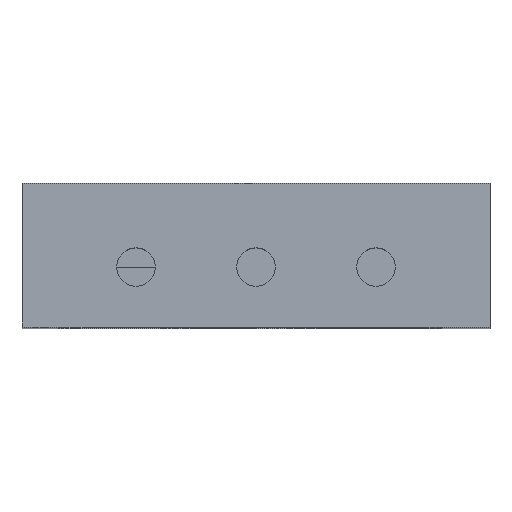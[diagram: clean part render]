
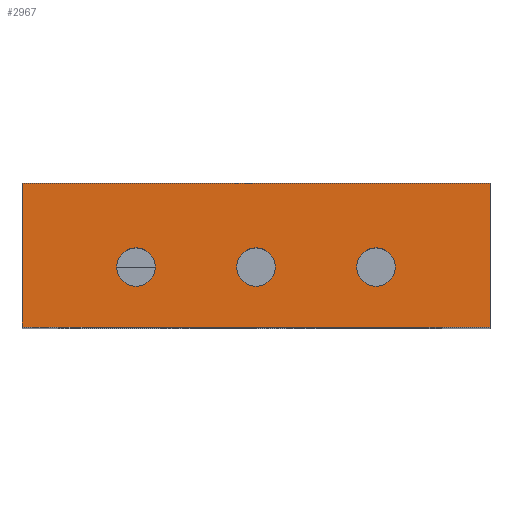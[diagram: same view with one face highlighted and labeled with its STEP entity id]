
A CAD part, top view. The second image highlights one B-rep face of the part: STEP entity #2967.
In plain terms, the highlighted planar face has unit normal (0, 0, 1).
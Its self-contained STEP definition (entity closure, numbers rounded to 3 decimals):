
#42 = EDGE_CURVE ( 'NONE', #3309, #1737, #4276, .T. ) ;
#91 = EDGE_CURVE ( 'NONE', #1839, #1185, #4330, .T. ) ;
#93 = CARTESIAN_POINT ( 'NONE',  ( 39., 20., 92.5 ) ) ;
#126 = EDGE_CURVE ( 'NONE', #2307, #3339, #2270, .T. ) ;
#233 = DIRECTION ( 'NONE',  ( 1., 0., 0. ) ) ;
#335 = VECTOR ( 'NONE', #3580, 1000. ) ;
#354 = AXIS2_PLACEMENT_3D ( 'NONE', #3601, #1011, #3625 ) ;
#360 = AXIS2_PLACEMENT_3D ( 'NONE', #1707, #3435, #2112 ) ;
#453 = ORIENTED_EDGE ( 'NONE', *, *, #4011, .F. ) ;
#489 = DIRECTION ( 'NONE',  ( 1., 0., 0. ) ) ;
#555 = CIRCLE ( 'NONE', #354, 3.2 ) ;
#591 = CARTESIAN_POINT ( 'NONE',  ( 20., 13.2, 92.5 ) ) ;
#623 = AXIS2_PLACEMENT_3D ( 'NONE', #3057, #3390, #731 ) ;
#632 = CARTESIAN_POINT ( 'NONE',  ( -39., 20., 92.5 ) ) ;
#731 = DIRECTION ( 'NONE',  ( 1., 0., 0. ) ) ;
#797 = PLANE ( 'NONE',  #360 ) ;
#836 = DIRECTION ( 'NONE',  ( 1., 0., 0. ) ) ;
#838 = CIRCLE ( 'NONE', #2576, 3.2 ) ;
#913 = ORIENTED_EDGE ( 'NONE', *, *, #42, .T. ) ;
#942 = CARTESIAN_POINT ( 'NONE',  ( 0., 13.2, 92.5 ) ) ;
#972 = CIRCLE ( 'NONE', #623, 3.2 ) ;
#1011 = DIRECTION ( 'NONE',  ( 0., 0., 1. ) ) ;
#1079 = CARTESIAN_POINT ( 'NONE',  ( 20., 10., 92.5 ) ) ;
#1090 = CARTESIAN_POINT ( 'NONE',  ( -20., 6.8, 92.5 ) ) ;
#1100 = CARTESIAN_POINT ( 'NONE',  ( 20., 6.8, 92.5 ) ) ;
#1129 = ORIENTED_EDGE ( 'NONE', *, *, #4225, .F. ) ;
#1170 = VECTOR ( 'NONE', #233, 1000. ) ;
#1185 = VERTEX_POINT ( 'NONE', #591 ) ;
#1263 = ORIENTED_EDGE ( 'NONE', *, *, #2218, .F. ) ;
#1338 = VECTOR ( 'NONE', #4023, 1000. ) ;
#1366 = ORIENTED_EDGE ( 'NONE', *, *, #1702, .T. ) ;
#1372 = CARTESIAN_POINT ( 'NONE',  ( 0., 10., 92.5 ) ) ;
#1486 = CARTESIAN_POINT ( 'NONE',  ( 39., 0., 92.5 ) ) ;
#1488 = VERTEX_POINT ( 'NONE', #3819 ) ;
#1558 = ORIENTED_EDGE ( 'NONE', *, *, #4249, .F. ) ;
#1581 = EDGE_LOOP ( 'NONE', ( #913, #1366, #1129, #453 ) ) ;
#1702 = EDGE_CURVE ( 'NONE', #1737, #3498, #2055, .T. ) ;
#1707 = CARTESIAN_POINT ( 'NONE',  ( -39., 20., 92.5 ) ) ;
#1716 = DIRECTION ( 'NONE',  ( 0., 0., 1. ) ) ;
#1734 = CARTESIAN_POINT ( 'NONE',  ( -39., 0., 92.5 ) ) ;
#1737 = VERTEX_POINT ( 'NONE', #2327 ) ;
#1771 = FACE_BOUND ( 'NONE', #2742, .T. ) ;
#1791 = FACE_BOUND ( 'NONE', #3040, .T. ) ;
#1839 = VERTEX_POINT ( 'NONE', #1100 ) ;
#1872 = DIRECTION ( 'NONE',  ( 0., 0., 1. ) ) ;
#2042 = DIRECTION ( 'NONE',  ( 1., 0., 0. ) ) ;
#2055 = LINE ( 'NONE', #1734, #1338 ) ;
#2072 = DIRECTION ( 'NONE',  ( 0., -1., 0. ) ) ;
#2112 = DIRECTION ( 'NONE',  ( 1., 0., 0. ) ) ;
#2124 = EDGE_CURVE ( 'NONE', #3339, #2307, #972, .T. ) ;
#2218 = EDGE_CURVE ( 'NONE', #2599, #1488, #838, .T. ) ;
#2270 = CIRCLE ( 'NONE', #3892, 3.2 ) ;
#2307 = VERTEX_POINT ( 'NONE', #942 ) ;
#2327 = CARTESIAN_POINT ( 'NONE',  ( -39., 0., 92.5 ) ) ;
#2372 = DIRECTION ( 'NONE',  ( 1., 0., 0. ) ) ;
#2376 = EDGE_CURVE ( 'NONE', #1488, #2599, #555, .T. ) ;
#2490 = CARTESIAN_POINT ( 'NONE',  ( -20., 10., 92.5 ) ) ;
#2538 = CARTESIAN_POINT ( 'NONE',  ( 39., 24., 92.5 ) ) ;
#2576 = AXIS2_PLACEMENT_3D ( 'NONE', #2490, #1872, #836 ) ;
#2599 = VERTEX_POINT ( 'NONE', #1090 ) ;
#2638 = CARTESIAN_POINT ( 'NONE',  ( 20., 10., 92.5 ) ) ;
#2742 = EDGE_LOOP ( 'NONE', ( #2960, #1263 ) ) ;
#2821 = CIRCLE ( 'NONE', #2824, 3.2 ) ;
#2824 = AXIS2_PLACEMENT_3D ( 'NONE', #1079, #3745, #489 ) ;
#2960 = ORIENTED_EDGE ( 'NONE', *, *, #2376, .F. ) ;
#2967 = ADVANCED_FACE ( 'NONE', ( #4100, #3043, #1791, #1771 ), #797, .T. ) ;
#2980 = AXIS2_PLACEMENT_3D ( 'NONE', #2638, #1716, #2042 ) ;
#3007 = ORIENTED_EDGE ( 'NONE', *, *, #91, .F. ) ;
#3040 = EDGE_LOOP ( 'NONE', ( #3883, #3827 ) ) ;
#3043 = FACE_BOUND ( 'NONE', #3689, .T. ) ;
#3057 = CARTESIAN_POINT ( 'NONE',  ( 0., 10., 92.5 ) ) ;
#3066 = LINE ( 'NONE', #93, #3317 ) ;
#3117 = VERTEX_POINT ( 'NONE', #2538 ) ;
#3309 = VERTEX_POINT ( 'NONE', #3328 ) ;
#3317 = VECTOR ( 'NONE', #2072, 1000. ) ;
#3328 = CARTESIAN_POINT ( 'NONE',  ( -39., 24., 92.5 ) ) ;
#3339 = VERTEX_POINT ( 'NONE', #3678 ) ;
#3390 = DIRECTION ( 'NONE',  ( 0., 0., 1. ) ) ;
#3435 = DIRECTION ( 'NONE',  ( 0., 0., 1. ) ) ;
#3498 = VERTEX_POINT ( 'NONE', #1486 ) ;
#3580 = DIRECTION ( 'NONE',  ( 0., -1., 0. ) ) ;
#3589 = LINE ( 'NONE', #3863, #1170 ) ;
#3601 = CARTESIAN_POINT ( 'NONE',  ( -20., 10., 92.5 ) ) ;
#3625 = DIRECTION ( 'NONE',  ( 1., 0., 0. ) ) ;
#3672 = DIRECTION ( 'NONE',  ( 0., 0., 1. ) ) ;
#3678 = CARTESIAN_POINT ( 'NONE',  ( 0., 6.8, 92.5 ) ) ;
#3689 = EDGE_LOOP ( 'NONE', ( #1558, #3007 ) ) ;
#3745 = DIRECTION ( 'NONE',  ( 0., 0., 1. ) ) ;
#3819 = CARTESIAN_POINT ( 'NONE',  ( -20., 13.2, 92.5 ) ) ;
#3827 = ORIENTED_EDGE ( 'NONE', *, *, #2124, .F. ) ;
#3863 = CARTESIAN_POINT ( 'NONE',  ( -39., 24., 92.5 ) ) ;
#3883 = ORIENTED_EDGE ( 'NONE', *, *, #126, .F. ) ;
#3892 = AXIS2_PLACEMENT_3D ( 'NONE', #1372, #3672, #2372 ) ;
#4011 = EDGE_CURVE ( 'NONE', #3309, #3117, #3589, .T. ) ;
#4023 = DIRECTION ( 'NONE',  ( 1., 0., 0. ) ) ;
#4100 = FACE_OUTER_BOUND ( 'NONE', #1581, .T. ) ;
#4225 = EDGE_CURVE ( 'NONE', #3117, #3498, #3066, .T. ) ;
#4249 = EDGE_CURVE ( 'NONE', #1185, #1839, #2821, .T. ) ;
#4276 = LINE ( 'NONE', #632, #335 ) ;
#4330 = CIRCLE ( 'NONE', #2980, 3.2 ) ;
